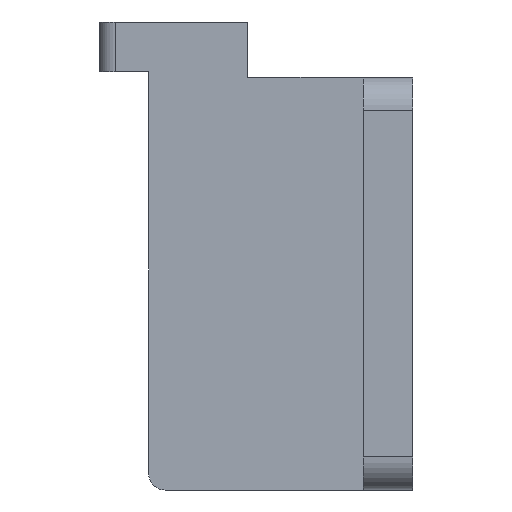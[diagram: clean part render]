
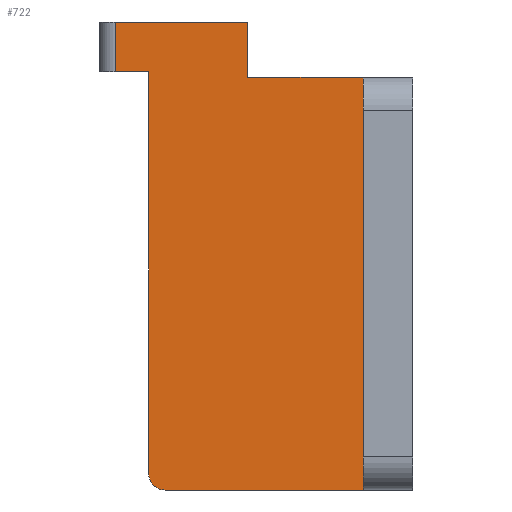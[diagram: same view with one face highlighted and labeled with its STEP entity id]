
A CAD part, left-side view. The second image highlights one B-rep face of the part: STEP entity #722.
In plain terms, the highlighted planar face has unit normal (-1, 0, 0).
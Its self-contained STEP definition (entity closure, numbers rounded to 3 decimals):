
#55=FACE_OUTER_BOUND('',#96,.T.);
#96=EDGE_LOOP('',(#590,#591,#592,#593,#594,#595,#596,#597,#598));
#135=CIRCLE('',#792,1.);
#155=LINE('',#1064,#230);
#165=LINE('',#1094,#240);
#177=LINE('',#1123,#252);
#189=LINE('',#1150,#264);
#193=LINE('',#1162,#268);
#198=LINE('',#1171,#273);
#202=LINE('',#1186,#277);
#203=LINE('',#1187,#278);
#230=VECTOR('',#850,25.);
#240=VECTOR('',#872,12.);
#252=VECTOR('',#896,24.35);
#264=VECTOR('',#918,2.);
#268=VECTOR('',#930,8.);
#273=VECTOR('',#937,3.35);
#277=VECTOR('',#959,3.);
#278=VECTOR('',#960,7.);
#307=VERTEX_POINT('',#1061);
#308=VERTEX_POINT('',#1063);
#322=VERTEX_POINT('',#1093);
#332=VERTEX_POINT('',#1120);
#333=VERTEX_POINT('',#1122);
#343=VERTEX_POINT('',#1149);
#346=VERTEX_POINT('',#1159);
#347=VERTEX_POINT('',#1161);
#350=VERTEX_POINT('',#1170);
#380=EDGE_CURVE('',#308,#307,#155,.T.);
#395=EDGE_CURVE('',#308,#322,#165,.T.);
#409=EDGE_CURVE('',#332,#333,#177,.T.);
#423=EDGE_CURVE('',#333,#343,#189,.T.);
#429=EDGE_CURVE('',#346,#347,#193,.T.);
#434=EDGE_CURVE('',#350,#347,#198,.T.);
#441=EDGE_CURVE('',#332,#322,#135,.T.);
#442=EDGE_CURVE('',#343,#346,#202,.T.);
#443=EDGE_CURVE('',#350,#307,#203,.T.);
#590=ORIENTED_EDGE('',*,*,#442,.F.);
#591=ORIENTED_EDGE('',*,*,#423,.F.);
#592=ORIENTED_EDGE('',*,*,#409,.F.);
#593=ORIENTED_EDGE('',*,*,#441,.T.);
#594=ORIENTED_EDGE('',*,*,#395,.F.);
#595=ORIENTED_EDGE('',*,*,#380,.T.);
#596=ORIENTED_EDGE('',*,*,#443,.F.);
#597=ORIENTED_EDGE('',*,*,#434,.T.);
#598=ORIENTED_EDGE('',*,*,#429,.F.);
#695=PLANE('',#793);
#722=ADVANCED_FACE('',(#55),#695,.T.);
#792=AXIS2_PLACEMENT_3D('',#1184,#955,#956);
#793=AXIS2_PLACEMENT_3D('',#1185,#957,#958);
#850=DIRECTION('',(0.,0.,1.));
#872=DIRECTION('',(0.,1.,0.));
#896=DIRECTION('',(0.,0.,1.));
#918=DIRECTION('',(0.,1.,0.));
#930=DIRECTION('',(0.,-1.,0.));
#937=DIRECTION('',(0.,0.,1.));
#955=DIRECTION('center_axis',(-1.,0.,0.));
#956=DIRECTION('ref_axis',(0.,1.,0.));
#957=DIRECTION('center_axis',(-1.,0.,0.));
#958=DIRECTION('ref_axis',(0.,-1.,0.));
#959=DIRECTION('',(0.,0.,1.));
#960=DIRECTION('',(0.,-1.,0.));
#1061=CARTESIAN_POINT('',(-19.7,3.,12.5));
#1063=CARTESIAN_POINT('',(-19.7,3.,-12.5));
#1064=CARTESIAN_POINT('',(-19.7,3.,-12.5));
#1093=CARTESIAN_POINT('',(-19.7,15.,-12.5));
#1094=CARTESIAN_POINT('',(-19.7,3.,-12.5));
#1120=CARTESIAN_POINT('',(-19.7,16.,-11.5));
#1122=CARTESIAN_POINT('',(-19.7,16.,12.85));
#1123=CARTESIAN_POINT('',(-19.7,16.,-11.5));
#1149=CARTESIAN_POINT('',(-19.7,18.,12.85));
#1150=CARTESIAN_POINT('',(-19.7,16.,12.85));
#1159=CARTESIAN_POINT('',(-19.7,18.,15.85));
#1161=CARTESIAN_POINT('',(-19.7,10.,15.85));
#1162=CARTESIAN_POINT('',(-19.7,18.,15.85));
#1170=CARTESIAN_POINT('',(-19.7,10.,12.5));
#1171=CARTESIAN_POINT('',(-19.7,10.,12.5));
#1184=CARTESIAN_POINT('Origin',(-19.7,15.,-11.5));
#1185=CARTESIAN_POINT('Origin',(-19.7,10.,-12.5));
#1186=CARTESIAN_POINT('',(-19.7,18.,12.85));
#1187=CARTESIAN_POINT('',(-19.7,10.,12.5));
